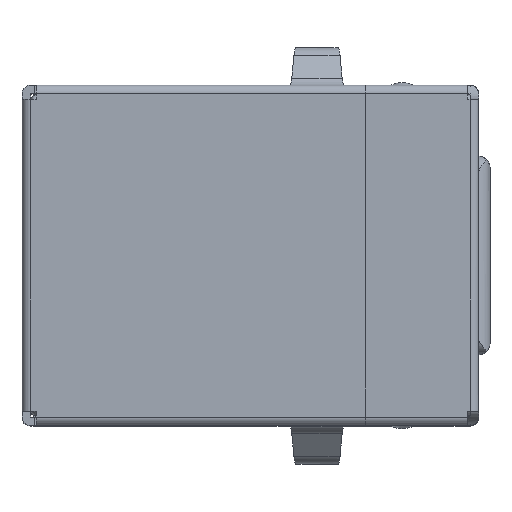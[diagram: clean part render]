
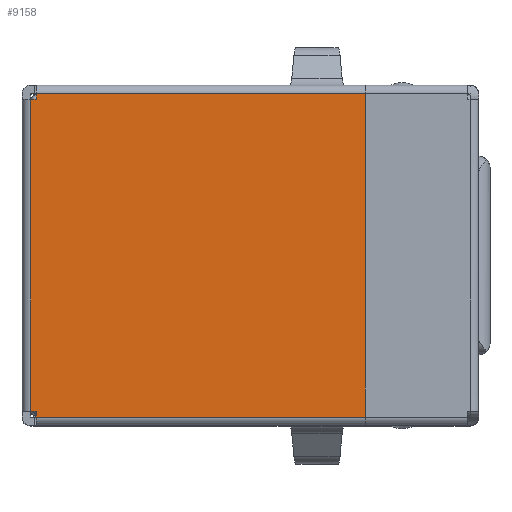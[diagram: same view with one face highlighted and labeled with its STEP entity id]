
A CAD part, top view. The second image highlights one B-rep face of the part: STEP entity #9158.
In plain terms, the highlighted planar face has unit normal (0, 0, 1).
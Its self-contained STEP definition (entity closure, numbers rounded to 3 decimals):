
#561 = CARTESIAN_POINT ( 'NONE',  ( -11.7, -5.5, 0.3 ) ) ;
#1442 = EDGE_CURVE ( 'NONE', #19177, #23578, #3384, .T. ) ;
#1613 = LINE ( 'NONE', #26889, #12366 ) ;
#1991 = DIRECTION ( 'NONE',  ( 0., 0., -1. ) ) ;
#2680 = CARTESIAN_POINT ( 'NONE',  ( -8.65, -5.7, 0.3 ) ) ;
#2778 = LINE ( 'NONE', #2680, #23587 ) ;
#2936 = CARTESIAN_POINT ( 'NONE',  ( -11.5, 5.5, 0.3 ) ) ;
#3052 = DIRECTION ( 'NONE',  ( 1., 0., 0. ) ) ;
#3258 = ORIENTED_EDGE ( 'NONE', *, *, #19657, .T. ) ;
#3384 = LINE ( 'NONE', #26985, #19152 ) ;
#4151 = VERTEX_POINT ( 'NONE', #2936 ) ;
#4553 = EDGE_CURVE ( 'NONE', #14232, #14032, #12869, .T. ) ;
#5194 = CARTESIAN_POINT ( 'NONE',  ( -11.5, 5.5, 0.3 ) ) ;
#7035 = DIRECTION ( 'NONE',  ( 0., -1., 0. ) ) ;
#7371 = VECTOR ( 'NONE', #3052, 1000. ) ;
#8273 = EDGE_CURVE ( 'NONE', #23578, #16597, #21937, .T. ) ;
#8568 = DIRECTION ( 'NONE',  ( 0., 1., 0. ) ) ;
#8851 = EDGE_CURVE ( 'NONE', #14278, #14032, #2778, .T. ) ;
#9158 = ADVANCED_FACE ( 'NONE', ( #11821 ), #12714, .F. ) ;
#10613 = EDGE_CURVE ( 'NONE', #19177, #4151, #13818, .T. ) ;
#11168 = VECTOR ( 'NONE', #13105, 1000. ) ;
#11262 = CARTESIAN_POINT ( 'NONE',  ( 0.1, 6., 0.3 ) ) ;
#11434 = DIRECTION ( 'NONE',  ( 1., 0., 0. ) ) ;
#11821 = FACE_OUTER_BOUND ( 'NONE', #17400, .T. ) ;
#12174 = VECTOR ( 'NONE', #7035, 1000. ) ;
#12366 = VECTOR ( 'NONE', #16220, 1000. ) ;
#12408 = ORIENTED_EDGE ( 'NONE', *, *, #17182, .F. ) ;
#12714 = PLANE ( 'NONE',  #13158 ) ;
#12861 = ORIENTED_EDGE ( 'NONE', *, *, #4553, .F. ) ;
#12869 = LINE ( 'NONE', #11262, #12174 ) ;
#13105 = DIRECTION ( 'NONE',  ( 0., 1., 0. ) ) ;
#13158 = AXIS2_PLACEMENT_3D ( 'NONE', #27701, #1991, #17052 ) ;
#13818 = LINE ( 'NONE', #5194, #7371 ) ;
#13997 = VERTEX_POINT ( 'NONE', #17115 ) ;
#14032 = VERTEX_POINT ( 'NONE', #15041 ) ;
#14232 = VERTEX_POINT ( 'NONE', #17827 ) ;
#14278 = VERTEX_POINT ( 'NONE', #20154 ) ;
#14650 = CARTESIAN_POINT ( 'NONE',  ( -11.7, 5.5, 0.3 ) ) ;
#15041 = CARTESIAN_POINT ( 'NONE',  ( 0.1, -5.7, 0.3 ) ) ;
#16220 = DIRECTION ( 'NONE',  ( -1., 0., 0. ) ) ;
#16254 = VECTOR ( 'NONE', #11434, 1000. ) ;
#16597 = VERTEX_POINT ( 'NONE', #26058 ) ;
#17052 = DIRECTION ( 'NONE',  ( 1., 0., 0. ) ) ;
#17115 = CARTESIAN_POINT ( 'NONE',  ( -11.5, 5.7, 0.3 ) ) ;
#17182 = EDGE_CURVE ( 'NONE', #14278, #16597, #26939, .T. ) ;
#17400 = EDGE_LOOP ( 'NONE', ( #24169, #21348, #22993, #12408, #22157, #12861, #3258, #19637 ) ) ;
#17827 = CARTESIAN_POINT ( 'NONE',  ( 0.1, 5.7, 0.3 ) ) ;
#18324 = LINE ( 'NONE', #23623, #18991 ) ;
#18359 = DIRECTION ( 'NONE',  ( 0., -1., 0. ) ) ;
#18991 = VECTOR ( 'NONE', #8568, 1000. ) ;
#19152 = VECTOR ( 'NONE', #18359, 1000. ) ;
#19177 = VERTEX_POINT ( 'NONE', #14650 ) ;
#19637 = ORIENTED_EDGE ( 'NONE', *, *, #26525, .F. ) ;
#19657 = EDGE_CURVE ( 'NONE', #14232, #13997, #1613, .T. ) ;
#19963 = CARTESIAN_POINT ( 'NONE',  ( -8.65, -5.5, 0.3 ) ) ;
#20154 = CARTESIAN_POINT ( 'NONE',  ( -11.5, -5.7, 0.3 ) ) ;
#21348 = ORIENTED_EDGE ( 'NONE', *, *, #1442, .T. ) ;
#21937 = LINE ( 'NONE', #19963, #16254 ) ;
#22157 = ORIENTED_EDGE ( 'NONE', *, *, #8851, .T. ) ;
#22993 = ORIENTED_EDGE ( 'NONE', *, *, #8273, .T. ) ;
#23578 = VERTEX_POINT ( 'NONE', #561 ) ;
#23587 = VECTOR ( 'NONE', #24170, 1000. ) ;
#23623 = CARTESIAN_POINT ( 'NONE',  ( -11.5, 6., 0.3 ) ) ;
#24169 = ORIENTED_EDGE ( 'NONE', *, *, #10613, .F. ) ;
#24170 = DIRECTION ( 'NONE',  ( 1., 0., 0. ) ) ;
#25940 = CARTESIAN_POINT ( 'NONE',  ( -11.5, -6., 0.3 ) ) ;
#26058 = CARTESIAN_POINT ( 'NONE',  ( -11.5, -5.5, 0.3 ) ) ;
#26525 = EDGE_CURVE ( 'NONE', #4151, #13997, #18324, .T. ) ;
#26889 = CARTESIAN_POINT ( 'NONE',  ( -8.65, 5.7, 0.3 ) ) ;
#26939 = LINE ( 'NONE', #25940, #11168 ) ;
#26985 = CARTESIAN_POINT ( 'NONE',  ( -11.7, 0., 0.3 ) ) ;
#27701 = CARTESIAN_POINT ( 'NONE',  ( -8.65, 0., 0.3 ) ) ;
